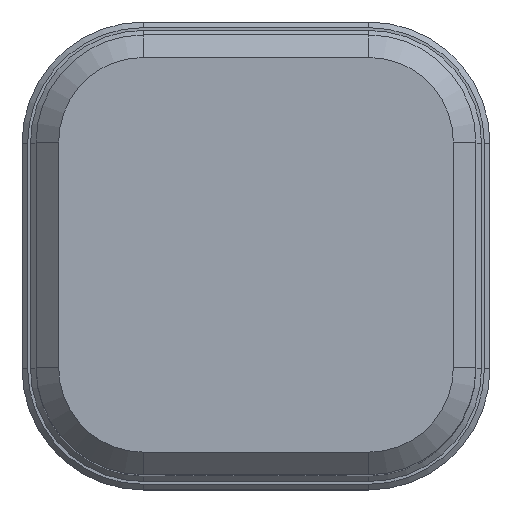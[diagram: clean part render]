
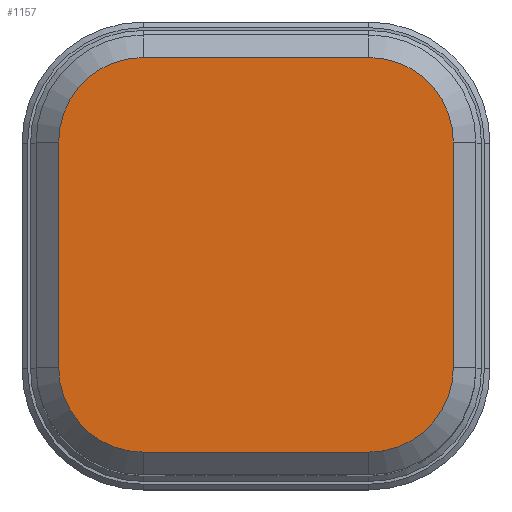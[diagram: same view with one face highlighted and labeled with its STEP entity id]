
A CAD part, top view. The second image highlights one B-rep face of the part: STEP entity #1157.
In plain terms, the highlighted planar face has unit normal (0, 0, 1).
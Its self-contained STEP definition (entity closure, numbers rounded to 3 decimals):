
#74=CIRCLE('',#1278,1.5);
#75=CIRCLE('',#1281,1.5);
#76=CIRCLE('',#1284,1.5);
#77=CIRCLE('',#1287,1.5);
#166=FACE_OUTER_BOUND('',#241,.T.);
#241=EDGE_LOOP('',(#1031,#1032,#1033,#1034,#1035,#1036,#1037,#1038));
#348=LINE('',#1938,#463);
#352=LINE('',#1947,#467);
#355=LINE('',#1955,#470);
#358=LINE('',#1963,#473);
#463=VECTOR('',#1603,10.);
#467=VECTOR('',#1613,10.);
#470=VECTOR('',#1622,10.);
#473=VECTOR('',#1631,10.);
#560=VERTEX_POINT('',#1935);
#561=VERTEX_POINT('',#1937);
#562=VERTEX_POINT('',#1941);
#563=VERTEX_POINT('',#1945);
#564=VERTEX_POINT('',#1949);
#565=VERTEX_POINT('',#1953);
#566=VERTEX_POINT('',#1957);
#567=VERTEX_POINT('',#1961);
#714=EDGE_CURVE('',#560,#561,#348,.T.);
#717=EDGE_CURVE('',#562,#560,#74,.T.);
#719=EDGE_CURVE('',#563,#562,#352,.T.);
#721=EDGE_CURVE('',#564,#563,#75,.T.);
#723=EDGE_CURVE('',#565,#564,#355,.T.);
#725=EDGE_CURVE('',#566,#565,#76,.T.);
#727=EDGE_CURVE('',#567,#566,#358,.T.);
#728=EDGE_CURVE('',#561,#567,#77,.T.);
#1031=ORIENTED_EDGE('',*,*,#714,.F.);
#1032=ORIENTED_EDGE('',*,*,#717,.F.);
#1033=ORIENTED_EDGE('',*,*,#719,.F.);
#1034=ORIENTED_EDGE('',*,*,#721,.F.);
#1035=ORIENTED_EDGE('',*,*,#723,.F.);
#1036=ORIENTED_EDGE('',*,*,#725,.F.);
#1037=ORIENTED_EDGE('',*,*,#727,.F.);
#1038=ORIENTED_EDGE('',*,*,#728,.F.);
#1087=PLANE('',#1288);
#1157=ADVANCED_FACE('',(#166),#1087,.F.);
#1278=AXIS2_PLACEMENT_3D('',#1943,#1608,#1609);
#1281=AXIS2_PLACEMENT_3D('',#1951,#1617,#1618);
#1284=AXIS2_PLACEMENT_3D('',#1959,#1626,#1627);
#1287=AXIS2_PLACEMENT_3D('',#1965,#1634,#1635);
#1288=AXIS2_PLACEMENT_3D('',#1966,#1636,#1637);
#1603=DIRECTION('',(0.,1.,0.));
#1608=DIRECTION('center_axis',(0.,0.,-1.));
#1609=DIRECTION('ref_axis',(0.,-1.,0.));
#1613=DIRECTION('',(-1.,0.,0.));
#1617=DIRECTION('center_axis',(0.,0.,-1.));
#1618=DIRECTION('ref_axis',(1.,0.,0.));
#1622=DIRECTION('',(0.,-1.,0.));
#1626=DIRECTION('center_axis',(0.,0.,-1.));
#1627=DIRECTION('ref_axis',(0.,1.,0.));
#1631=DIRECTION('',(1.,0.,0.));
#1634=DIRECTION('center_axis',(0.,0.,-1.));
#1635=DIRECTION('ref_axis',(-1.,0.,0.));
#1636=DIRECTION('center_axis',(0.,0.,-1.));
#1637=DIRECTION('ref_axis',(0.,1.,0.));
#1935=CARTESIAN_POINT('',(7.1,-149.47,15.646));
#1937=CARTESIAN_POINT('',(7.1,-145.47,15.646));
#1938=CARTESIAN_POINT('',(7.1,-148.47,15.646));
#1941=CARTESIAN_POINT('',(8.6,-150.97,15.646));
#1943=CARTESIAN_POINT('Origin',(8.6,-149.47,15.646));
#1945=CARTESIAN_POINT('',(12.6,-150.97,15.646));
#1947=CARTESIAN_POINT('',(11.6,-150.97,15.646));
#1949=CARTESIAN_POINT('',(14.1,-149.47,15.646));
#1951=CARTESIAN_POINT('Origin',(12.6,-149.47,15.646));
#1953=CARTESIAN_POINT('',(14.1,-145.47,15.646));
#1955=CARTESIAN_POINT('',(14.1,-146.47,15.646));
#1957=CARTESIAN_POINT('',(12.6,-143.97,15.646));
#1959=CARTESIAN_POINT('Origin',(12.6,-145.47,15.646));
#1961=CARTESIAN_POINT('',(8.6,-143.97,15.646));
#1963=CARTESIAN_POINT('',(9.6,-143.97,15.646));
#1965=CARTESIAN_POINT('Origin',(8.6,-145.47,15.646));
#1966=CARTESIAN_POINT('Origin',(10.6,-147.47,15.646));
